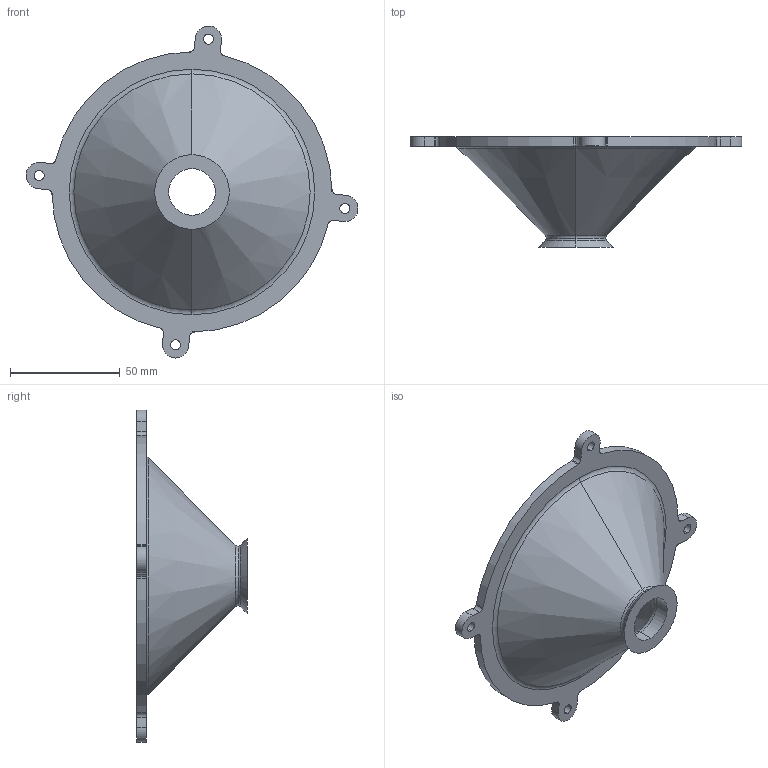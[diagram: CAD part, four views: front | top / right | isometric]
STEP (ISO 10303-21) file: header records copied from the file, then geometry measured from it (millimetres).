
FILE_DESCRIPTION (( 'STEP AP214' ), '1' );
FILE_NAME ('PAPR_BlowerConnect_3_BASE.STEP', '2020-04-09T18:50:24', ( '' ), ( '' ), 'SwSTEP 2.0', 'SolidWorks 2019', '' );
FILE_SCHEMA (( 'AUTOMOTIVE_DESIGN' ));
Length unit declared in the file: millimetre
Products named in the file (1): PAPR_BlowerConnect_3_BASE
Bounding box: 151.17 x 50.24 x 151.18 mm (x, y, z)
Volume: 71534.5 mm3; surface area: 36603.9 mm2
Topology: 1 solids, 1 shells, 62 faces, 165 edges, 106 vertices
Faces by surface type: cylinder 29, plane 19, torus 8, cone 6
Entity records: 2009 total; most frequent: DIRECTION 373, CARTESIAN_POINT 334, ORIENTED_EDGE 330, EDGE_CURVE 165, AXIS2_PLACEMENT_3D 145, VERTEX_POINT 106, VECTOR 83, LINE 83
